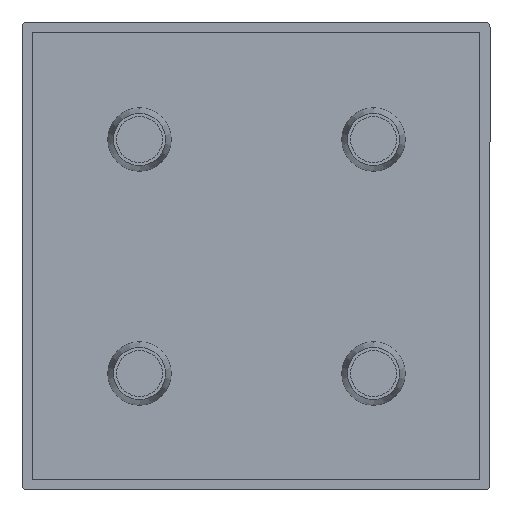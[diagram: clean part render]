
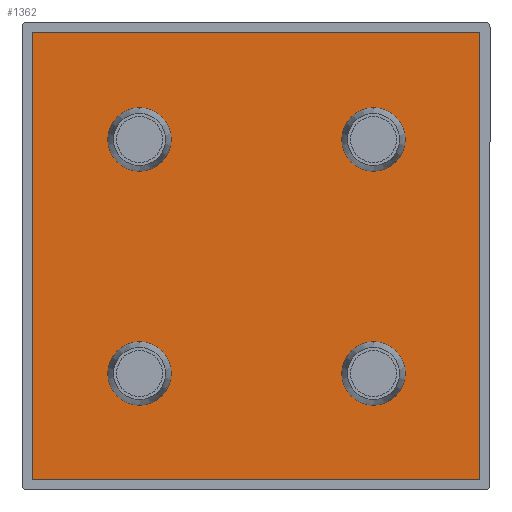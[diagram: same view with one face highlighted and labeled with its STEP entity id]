
A CAD part, front view. The second image highlights one B-rep face of the part: STEP entity #1362.
In plain terms, the highlighted planar face has unit normal (0, -1, 0).
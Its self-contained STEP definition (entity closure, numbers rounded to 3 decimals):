
#10 = CARTESIAN_POINT ( 'NONE',  ( -43., -3.3, 43. ) ) ;
#15 = DIRECTION ( 'NONE',  ( 0., 0., -1. ) ) ;
#18 = DIRECTION ( 'NONE',  ( 1., 0., 0. ) ) ;
#19 = DIRECTION ( 'NONE',  ( 0., 0., -1. ) ) ;
#39 = CARTESIAN_POINT ( 'NONE',  ( -22.4, -3.3, -22.6 ) ) ;
#41 = LINE ( 'NONE', #593, #209 ) ;
#42 = CARTESIAN_POINT ( 'NONE',  ( 22.6, -3.3, 22.4 ) ) ;
#53 = EDGE_CURVE ( 'NONE', #625, #1119, #1217, .T. ) ;
#59 = CARTESIAN_POINT ( 'NONE',  ( 22.6, -3.3, -22.6 ) ) ;
#60 = EDGE_CURVE ( 'NONE', #959, #962, #490, .T. ) ;
#68 = DIRECTION ( 'NONE',  ( 0., 0., -1. ) ) ;
#81 = AXIS2_PLACEMENT_3D ( 'NONE', #342, #572, #1375 ) ;
#84 = ORIENTED_EDGE ( 'NONE', *, *, #1108, .F. ) ;
#97 = CARTESIAN_POINT ( 'NONE',  ( -22.4, -3.3, -16.5 ) ) ;
#134 = EDGE_LOOP ( 'NONE', ( #939, #922 ) ) ;
#153 = ORIENTED_EDGE ( 'NONE', *, *, #60, .F. ) ;
#209 = VECTOR ( 'NONE', #1168, 1000. ) ;
#227 = CIRCLE ( 'NONE', #611, 6.1 ) ;
#248 = LINE ( 'NONE', #413, #848 ) ;
#254 = CARTESIAN_POINT ( 'NONE',  ( -22.4, -3.3, -28.7 ) ) ;
#263 = DIRECTION ( 'NONE',  ( 0., -1., 0. ) ) ;
#342 = CARTESIAN_POINT ( 'NONE',  ( -22.4, -3.3, 22.4 ) ) ;
#356 = EDGE_LOOP ( 'NONE', ( #1356, #940 ) ) ;
#372 = CARTESIAN_POINT ( 'NONE',  ( 22.6, -3.3, -28.7 ) ) ;
#374 = DIRECTION ( 'NONE',  ( 0., -1., 0. ) ) ;
#379 = FACE_BOUND ( 'NONE', #134, .T. ) ;
#405 = AXIS2_PLACEMENT_3D ( 'NONE', #39, #643, #974 ) ;
#413 = CARTESIAN_POINT ( 'NONE',  ( 43., -3.3, 43. ) ) ;
#438 = VERTEX_POINT ( 'NONE', #1494 ) ;
#453 = EDGE_LOOP ( 'NONE', ( #1471, #1343, #879, #1218 ) ) ;
#462 = EDGE_CURVE ( 'NONE', #713, #438, #41, .T. ) ;
#473 = VERTEX_POINT ( 'NONE', #254 ) ;
#482 = CARTESIAN_POINT ( 'NONE',  ( 22.6, -3.3, -16.5 ) ) ;
#490 = CIRCLE ( 'NONE', #1447, 6.1 ) ;
#492 = ORIENTED_EDGE ( 'NONE', *, *, #779, .F. ) ;
#525 = CIRCLE ( 'NONE', #740, 6.1 ) ;
#548 = CARTESIAN_POINT ( 'NONE',  ( -22.4, -3.3, 22.4 ) ) ;
#560 = VECTOR ( 'NONE', #18, 1000. ) ;
#569 = DIRECTION ( 'NONE',  ( 0., 0., -1. ) ) ;
#572 = DIRECTION ( 'NONE',  ( 0., -1., 0. ) ) ;
#576 = CARTESIAN_POINT ( 'NONE',  ( -22.4, -3.3, -22.6 ) ) ;
#593 = CARTESIAN_POINT ( 'NONE',  ( -43., -3.3, 43. ) ) ;
#596 = CARTESIAN_POINT ( 'NONE',  ( 0., -3.3, 0. ) ) ;
#597 = CARTESIAN_POINT ( 'NONE',  ( 43., -3.3, -43. ) ) ;
#611 = AXIS2_PLACEMENT_3D ( 'NONE', #59, #1213, #790 ) ;
#625 = VERTEX_POINT ( 'NONE', #1078 ) ;
#626 = EDGE_CURVE ( 'NONE', #438, #1063, #1451, .T. ) ;
#641 = ORIENTED_EDGE ( 'NONE', *, *, #53, .F. ) ;
#643 = DIRECTION ( 'NONE',  ( 0., -1., 0. ) ) ;
#652 = DIRECTION ( 'NONE',  ( 0., -1., 0. ) ) ;
#684 = CIRCLE ( 'NONE', #405, 6.1 ) ;
#703 = FACE_BOUND ( 'NONE', #1016, .T. ) ;
#713 = VERTEX_POINT ( 'NONE', #1226 ) ;
#740 = AXIS2_PLACEMENT_3D ( 'NONE', #576, #1257, #569 ) ;
#753 = FACE_BOUND ( 'NONE', #356, .T. ) ;
#761 = EDGE_CURVE ( 'NONE', #473, #945, #684, .T. ) ;
#775 = LINE ( 'NONE', #10, #1155 ) ;
#779 = EDGE_CURVE ( 'NONE', #962, #959, #227, .T. ) ;
#790 = DIRECTION ( 'NONE',  ( 0., 0., -1. ) ) ;
#825 = VERTEX_POINT ( 'NONE', #1490 ) ;
#848 = VECTOR ( 'NONE', #978, 1000. ) ;
#856 = DIRECTION ( 'NONE',  ( 0., 0., -1. ) ) ;
#868 = CARTESIAN_POINT ( 'NONE',  ( 43., -3.3, 43. ) ) ;
#869 = EDGE_CURVE ( 'NONE', #945, #473, #525, .T. ) ;
#874 = CIRCLE ( 'NONE', #81, 6.1 ) ;
#879 = ORIENTED_EDGE ( 'NONE', *, *, #1127, .T. ) ;
#912 = EDGE_CURVE ( 'NONE', #1304, #825, #874, .T. ) ;
#922 = ORIENTED_EDGE ( 'NONE', *, *, #761, .F. ) ;
#939 = ORIENTED_EDGE ( 'NONE', *, *, #869, .F. ) ;
#940 = ORIENTED_EDGE ( 'NONE', *, *, #1397, .F. ) ;
#944 = AXIS2_PLACEMENT_3D ( 'NONE', #964, #1408, #15 ) ;
#945 = VERTEX_POINT ( 'NONE', #97 ) ;
#949 = AXIS2_PLACEMENT_3D ( 'NONE', #548, #652, #68 ) ;
#952 = PLANE ( 'NONE',  #1395 ) ;
#959 = VERTEX_POINT ( 'NONE', #372 ) ;
#962 = VERTEX_POINT ( 'NONE', #482 ) ;
#964 = CARTESIAN_POINT ( 'NONE',  ( 22.6, -3.3, 22.4 ) ) ;
#974 = DIRECTION ( 'NONE',  ( 0., 0., -1. ) ) ;
#977 = EDGE_LOOP ( 'NONE', ( #641, #84 ) ) ;
#978 = DIRECTION ( 'NONE',  ( 0., 0., 1. ) ) ;
#1016 = EDGE_LOOP ( 'NONE', ( #492, #153 ) ) ;
#1022 = AXIS2_PLACEMENT_3D ( 'NONE', #42, #1439, #856 ) ;
#1023 = EDGE_CURVE ( 'NONE', #1125, #713, #775, .T. ) ;
#1063 = VERTEX_POINT ( 'NONE', #597 ) ;
#1068 = DIRECTION ( 'NONE',  ( 0., 0., -1. ) ) ;
#1074 = CARTESIAN_POINT ( 'NONE',  ( 22.6, -3.3, -22.6 ) ) ;
#1078 = CARTESIAN_POINT ( 'NONE',  ( 22.6, -3.3, 28.5 ) ) ;
#1092 = CIRCLE ( 'NONE', #949, 6.1 ) ;
#1108 = EDGE_CURVE ( 'NONE', #1119, #625, #1318, .T. ) ;
#1119 = VERTEX_POINT ( 'NONE', #1334 ) ;
#1125 = VERTEX_POINT ( 'NONE', #868 ) ;
#1127 = EDGE_CURVE ( 'NONE', #1063, #1125, #248, .T. ) ;
#1155 = VECTOR ( 'NONE', #1389, 1000. ) ;
#1159 = CARTESIAN_POINT ( 'NONE',  ( -22.4, -3.3, 28.5 ) ) ;
#1168 = DIRECTION ( 'NONE',  ( 0., 0., -1. ) ) ;
#1193 = FACE_BOUND ( 'NONE', #977, .T. ) ;
#1213 = DIRECTION ( 'NONE',  ( 0., -1., 0. ) ) ;
#1217 = CIRCLE ( 'NONE', #944, 6.1 ) ;
#1218 = ORIENTED_EDGE ( 'NONE', *, *, #1023, .T. ) ;
#1226 = CARTESIAN_POINT ( 'NONE',  ( -43., -3.3, 43. ) ) ;
#1257 = DIRECTION ( 'NONE',  ( 0., -1., 0. ) ) ;
#1304 = VERTEX_POINT ( 'NONE', #1159 ) ;
#1316 = FACE_OUTER_BOUND ( 'NONE', #453, .T. ) ;
#1318 = CIRCLE ( 'NONE', #1022, 6.1 ) ;
#1334 = CARTESIAN_POINT ( 'NONE',  ( 22.6, -3.3, 16.3 ) ) ;
#1343 = ORIENTED_EDGE ( 'NONE', *, *, #626, .T. ) ;
#1356 = ORIENTED_EDGE ( 'NONE', *, *, #912, .F. ) ;
#1362 = ADVANCED_FACE ( 'NONE', ( #1193, #753, #1316, #379, #703 ), #952, .T. ) ;
#1375 = DIRECTION ( 'NONE',  ( 0., 0., -1. ) ) ;
#1389 = DIRECTION ( 'NONE',  ( -1., 0., 0. ) ) ;
#1395 = AXIS2_PLACEMENT_3D ( 'NONE', #596, #263, #1068 ) ;
#1397 = EDGE_CURVE ( 'NONE', #825, #1304, #1092, .T. ) ;
#1408 = DIRECTION ( 'NONE',  ( 0., -1., 0. ) ) ;
#1410 = CARTESIAN_POINT ( 'NONE',  ( -43., -3.3, -43. ) ) ;
#1439 = DIRECTION ( 'NONE',  ( 0., -1., 0. ) ) ;
#1447 = AXIS2_PLACEMENT_3D ( 'NONE', #1074, #374, #19 ) ;
#1451 = LINE ( 'NONE', #1410, #560 ) ;
#1471 = ORIENTED_EDGE ( 'NONE', *, *, #462, .T. ) ;
#1490 = CARTESIAN_POINT ( 'NONE',  ( -22.4, -3.3, 16.3 ) ) ;
#1494 = CARTESIAN_POINT ( 'NONE',  ( -43., -3.3, -43. ) ) ;
